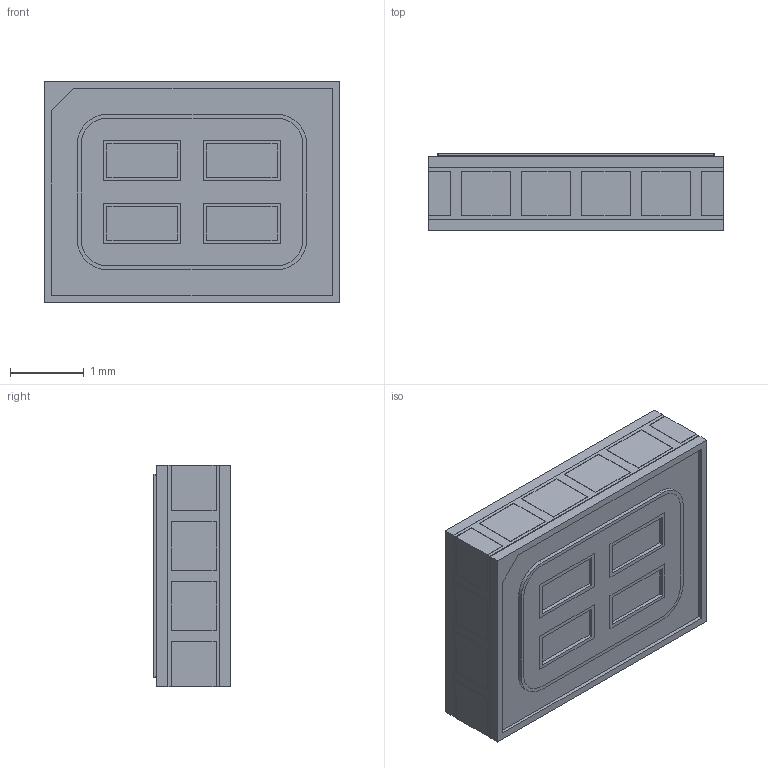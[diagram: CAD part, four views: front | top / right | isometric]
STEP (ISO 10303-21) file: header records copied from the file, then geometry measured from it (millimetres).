
FILE_DESCRIPTION (( 'STEP AP214' ), '1' );
FILE_NAME ('MP34DT05TR-A.STEP', '2021-05-25T09:43:16', ( '' ), ( '' ), 'SwSTEP 2.0', 'SolidWorks 2018', '' );
FILE_SCHEMA (( 'AUTOMOTIVE_DESIGN' ));
Length unit declared in the file: millimetre
Products named in the file (1): MP34DT05TR-A
Bounding box: 4 x 1.05 x 3 mm (x, y, z)
Volume: 12 mm3; surface area: 50.9 mm2
Topology: 2 solids, 2 shells, 252 faces, 615 edges, 396 vertices
Faces by surface type: plane 194, cylinder 34, torus 20, sphere 4
Entity records: 9330 total; most frequent: CARTESIAN_POINT 1260, DIRECTION 1223, ORIENTED_EDGE 1222, EDGE_CURVE 611, VECTOR 505, LINE 505, VERTEX_POINT 396, AXIS2_PLACEMENT_3D 359
